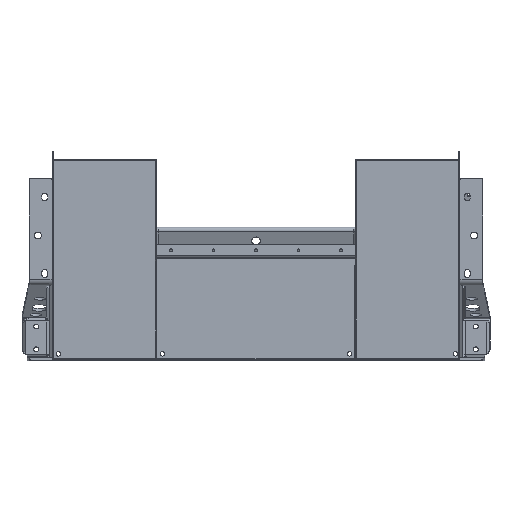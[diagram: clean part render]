
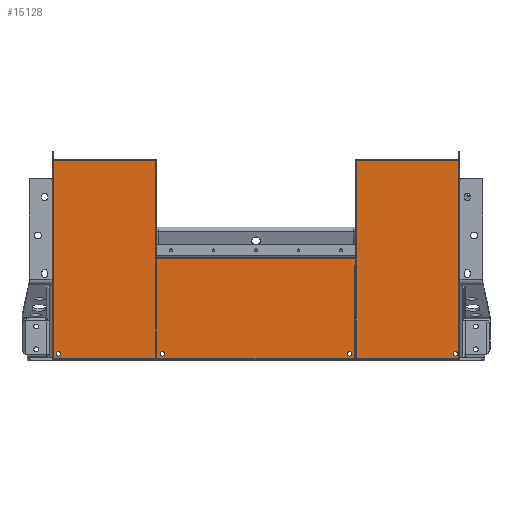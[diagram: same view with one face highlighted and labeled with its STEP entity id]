
A CAD part, top view. The second image highlights one B-rep face of the part: STEP entity #15128.
In plain terms, the highlighted planar face has unit normal (0, 0, 1).
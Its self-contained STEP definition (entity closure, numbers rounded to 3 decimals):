
#656=CIRCLE('',#16218,4.);
#658=CIRCLE('',#16221,4.);
#660=CIRCLE('',#16224,4.);
#662=CIRCLE('',#16227,4.);
#1719=ORIENTED_EDGE('',*,*,#5085,.F.);
#1720=ORIENTED_EDGE('',*,*,#5097,.T.);
#1721=ORIENTED_EDGE('',*,*,#5105,.T.);
#1722=ORIENTED_EDGE('',*,*,#5106,.T.);
#1723=ORIENTED_EDGE('',*,*,#5107,.T.);
#1724=ORIENTED_EDGE('',*,*,#5108,.T.);
#1725=ORIENTED_EDGE('',*,*,#4826,.F.);
#1726=ORIENTED_EDGE('',*,*,#5031,.F.);
#1727=ORIENTED_EDGE('',*,*,#5095,.F.);
#1728=ORIENTED_EDGE('',*,*,#5093,.F.);
#1729=ORIENTED_EDGE('',*,*,#5091,.F.);
#1730=ORIENTED_EDGE('',*,*,#5089,.F.);
#4826=EDGE_CURVE('',#6649,#6647,#7859,.T.);
#5031=EDGE_CURVE('',#6781,#6649,#8032,.T.);
#5085=EDGE_CURVE('',#6815,#6781,#8067,.T.);
#5089=EDGE_CURVE('',#6817,#6817,#656,.T.);
#5091=EDGE_CURVE('',#6819,#6819,#658,.T.);
#5093=EDGE_CURVE('',#6821,#6821,#660,.T.);
#5095=EDGE_CURVE('',#6823,#6823,#662,.T.);
#5097=EDGE_CURVE('',#6815,#6825,#8069,.T.);
#5105=EDGE_CURVE('',#6825,#6830,#8077,.T.);
#5106=EDGE_CURVE('',#6830,#6831,#8078,.T.);
#5107=EDGE_CURVE('',#6831,#6832,#8079,.T.);
#5108=EDGE_CURVE('',#6832,#6647,#8080,.T.);
#6647=VERTEX_POINT('',#21398);
#6649=VERTEX_POINT('',#21402);
#6781=VERTEX_POINT('',#21806);
#6815=VERTEX_POINT('',#21921);
#6817=VERTEX_POINT('',#21930);
#6819=VERTEX_POINT('',#21935);
#6821=VERTEX_POINT('',#21940);
#6823=VERTEX_POINT('',#21945);
#6825=VERTEX_POINT('',#21950);
#6830=VERTEX_POINT('',#21964);
#6831=VERTEX_POINT('',#21968);
#6832=VERTEX_POINT('',#21970);
#7859=LINE('',#21403,#9282);
#8032=LINE('',#21811,#9455);
#8067=LINE('',#21922,#9490);
#8069=LINE('',#21949,#9492);
#8077=LINE('',#21965,#9500);
#8078=LINE('',#21967,#9501);
#8079=LINE('',#21969,#9502);
#8080=LINE('',#21971,#9503);
#9282=VECTOR('',#17504,1000.);
#9455=VECTOR('',#17881,1000.);
#9490=VECTOR('',#18002,1000.);
#9492=VECTOR('',#18036,1000.);
#9500=VECTOR('',#18048,1000.);
#9501=VECTOR('',#18051,1000.);
#9502=VECTOR('',#18052,1000.);
#9503=VECTOR('',#18053,1000.);
#10817=EDGE_LOOP('',(#1719,#1720,#1721,#1722,#1723,#1724,#1725,#1726));
#10818=EDGE_LOOP('',(#1727));
#10819=EDGE_LOOP('',(#1728));
#10820=EDGE_LOOP('',(#1729));
#10821=EDGE_LOOP('',(#1730));
#11815=FACE_BOUND('',#10817,.T.);
#11816=FACE_BOUND('',#10818,.T.);
#11817=FACE_BOUND('',#10819,.T.);
#11818=FACE_BOUND('',#10820,.T.);
#11819=FACE_BOUND('',#10821,.T.);
#12693=PLANE('',#16232);
#15128=ADVANCED_FACE('',(#11815,#11816,#11817,#11818,#11819),#12693,.T.);
#16218=AXIS2_PLACEMENT_3D('',#21929,#18012,#18013);
#16221=AXIS2_PLACEMENT_3D('',#21934,#18018,#18019);
#16224=AXIS2_PLACEMENT_3D('',#21939,#18024,#18025);
#16227=AXIS2_PLACEMENT_3D('',#21944,#18030,#18031);
#16232=AXIS2_PLACEMENT_3D('',#21966,#18049,#18050);
#17504=DIRECTION('',(0.,1.,0.));
#17881=DIRECTION('',(-1.,0.,0.));
#18002=DIRECTION('',(0.,-1.,0.));
#18012=DIRECTION('',(0.,0.,1.));
#18013=DIRECTION('',(1.,0.,0.));
#18018=DIRECTION('',(0.,0.,1.));
#18019=DIRECTION('',(1.,0.,0.));
#18024=DIRECTION('',(0.,0.,1.));
#18025=DIRECTION('',(1.,0.,0.));
#18030=DIRECTION('',(0.,0.,1.));
#18031=DIRECTION('',(1.,0.,0.));
#18036=DIRECTION('',(-1.,0.,0.));
#18048=DIRECTION('',(0.,-1.,0.));
#18049=DIRECTION('',(0.,0.,1.));
#18050=DIRECTION('',(1.,0.,0.));
#18051=DIRECTION('',(-1.,0.,0.));
#18052=DIRECTION('',(0.,1.,0.));
#18053=DIRECTION('',(-1.,0.,0.));
#21398=CARTESIAN_POINT('',(-356.5,236.,2.));
#21402=CARTESIAN_POINT('',(-356.5,-115.,2.));
#21403=CARTESIAN_POINT('',(-356.5,-115.,2.));
#21806=CARTESIAN_POINT('',(356.5,-115.,2.));
#21811=CARTESIAN_POINT('',(357.5,-115.,2.));
#21921=CARTESIAN_POINT('',(356.5,236.,2.));
#21922=CARTESIAN_POINT('',(356.5,116.,2.));
#21929=CARTESIAN_POINT('',(-348.5,-106.,2.));
#21930=CARTESIAN_POINT('',(-344.5,-106.,2.));
#21934=CARTESIAN_POINT('',(-165.,-106.,2.));
#21935=CARTESIAN_POINT('',(-161.,-106.,2.));
#21939=CARTESIAN_POINT('',(165.,-106.,2.));
#21940=CARTESIAN_POINT('',(169.,-106.,2.));
#21944=CARTESIAN_POINT('',(351.5,-106.,2.));
#21945=CARTESIAN_POINT('',(355.5,-106.,2.));
#21949=CARTESIAN_POINT('',(357.5,236.,2.));
#21950=CARTESIAN_POINT('',(176.5,236.,2.));
#21964=CARTESIAN_POINT('',(176.5,64.,2.));
#21965=CARTESIAN_POINT('',(176.5,49.,2.));
#21966=CARTESIAN_POINT('',(0.,0.,2.));
#21967=CARTESIAN_POINT('',(-176.5,64.,2.));
#21968=CARTESIAN_POINT('',(-176.5,64.,2.));
#21969=CARTESIAN_POINT('',(-176.5,116.,2.));
#21970=CARTESIAN_POINT('',(-176.5,236.,2.));
#21971=CARTESIAN_POINT('',(-176.5,236.,2.));
